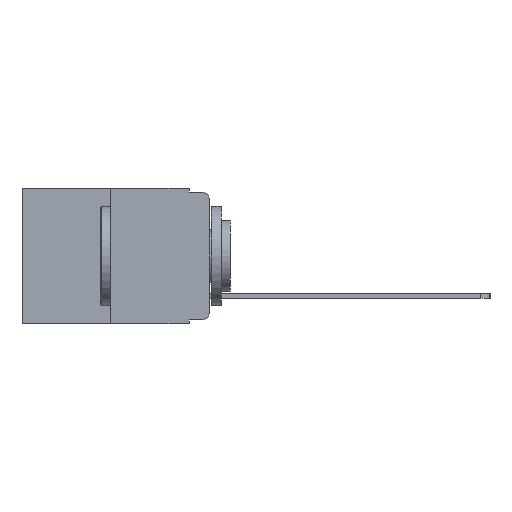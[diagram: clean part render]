
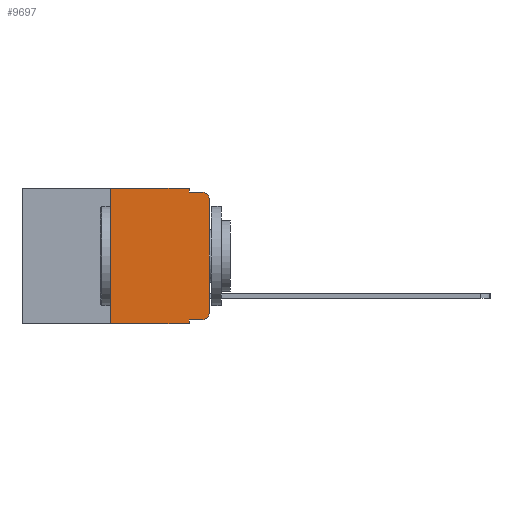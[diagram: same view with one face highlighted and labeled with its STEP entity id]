
A CAD part, left-side view. The second image highlights one B-rep face of the part: STEP entity #9697.
In plain terms, the highlighted planar face has unit normal (-1, 0, 0).
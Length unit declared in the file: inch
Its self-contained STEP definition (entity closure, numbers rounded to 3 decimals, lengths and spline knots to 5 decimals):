
#94 = LINE ( 'NONE', #1467, #16799 ) ;
#536 = DIRECTION ( 'NONE',  ( 0., 0., -1. ) ) ;
#540 = DIRECTION ( 'NONE',  ( 0., 0., 1. ) ) ;
#796 = ORIENTED_EDGE ( 'NONE', *, *, #15177, .F. ) ;
#1073 = EDGE_CURVE ( 'NONE', #3764, #15540, #7974, .T. ) ;
#1105 = EDGE_CURVE ( 'NONE', #2812, #16108, #12243, .T. ) ;
#1467 = CARTESIAN_POINT ( 'NONE',  ( 0., 0.051, -0.01 ) ) ;
#1603 = LINE ( 'NONE', #9775, #14019 ) ;
#2081 = ORIENTED_EDGE ( 'NONE', *, *, #1105, .T. ) ;
#2155 = FACE_OUTER_BOUND ( 'NONE', #17301, .T. ) ;
#2334 = CARTESIAN_POINT ( 'NONE',  ( 0., 0., 0. ) ) ;
#2420 = VERTEX_POINT ( 'NONE', #11095 ) ;
#2465 = EDGE_CURVE ( 'NONE', #3764, #2665, #14543, .T. ) ;
#2574 = CARTESIAN_POINT ( 'NONE',  ( 0., 0.25, 0. ) ) ;
#2665 = VERTEX_POINT ( 'NONE', #3106 ) ;
#2812 = VERTEX_POINT ( 'NONE', #6959 ) ;
#3106 = CARTESIAN_POINT ( 'NONE',  ( 0., 0.051, -0.343 ) ) ;
#3622 = VECTOR ( 'NONE', #540, 39.37008 ) ;
#3692 = ORIENTED_EDGE ( 'NONE', *, *, #17613, .F. ) ;
#3764 = VERTEX_POINT ( 'NONE', #6114 ) ;
#4116 = CIRCLE ( 'NONE', #5436, 0.02 ) ;
#4470 = EDGE_CURVE ( 'NONE', #17420, #2812, #15210, .T. ) ;
#4657 = VECTOR ( 'NONE', #5568, 39.37008 ) ;
#4993 = VECTOR ( 'NONE', #20036, 39.37008 ) ;
#5284 = CARTESIAN_POINT ( 'NONE',  ( 0., 0., -0.03 ) ) ;
#5327 = AXIS2_PLACEMENT_3D ( 'NONE', #9022, #8950, #536 ) ;
#5436 = AXIS2_PLACEMENT_3D ( 'NONE', #17229, #7780, #18751 ) ;
#5568 = DIRECTION ( 'NONE',  ( 0., 0., 1. ) ) ;
#6014 = VECTOR ( 'NONE', #14347, 39.37008 ) ;
#6077 = VERTEX_POINT ( 'NONE', #18463 ) ;
#6114 = CARTESIAN_POINT ( 'NONE',  ( 0., 0.25, -0.343 ) ) ;
#6544 = LINE ( 'NONE', #12155, #10354 ) ;
#6742 = DIRECTION ( 'NONE',  ( 0., -1., 0. ) ) ;
#6959 = CARTESIAN_POINT ( 'NONE',  ( 0., 0.02, -0.333 ) ) ;
#7780 = DIRECTION ( 'NONE',  ( -1., 0., 0. ) ) ;
#7974 = LINE ( 'NONE', #2574, #3622 ) ;
#8043 = ORIENTED_EDGE ( 'NONE', *, *, #20674, .F. ) ;
#8528 = ORIENTED_EDGE ( 'NONE', *, *, #1073, .F. ) ;
#8950 = DIRECTION ( 'NONE',  ( -1., 0., 0. ) ) ;
#9022 = CARTESIAN_POINT ( 'NONE',  ( 0., 0.02, -0.313 ) ) ;
#9044 = ORIENTED_EDGE ( 'NONE', *, *, #2465, .T. ) ;
#9112 = DIRECTION ( 'NONE',  ( 1., 0., 0. ) ) ;
#9291 = CARTESIAN_POINT ( 'NONE',  ( 0., 0.051, -0.333 ) ) ;
#9697 = ADVANCED_FACE ( 'NONE', ( #2155 ), #10708, .F. ) ;
#9775 = CARTESIAN_POINT ( 'NONE',  ( 0., 0.051, 0. ) ) ;
#10354 = VECTOR ( 'NONE', #13725, 39.37008 ) ;
#10708 = PLANE ( 'NONE',  #13058 ) ;
#11061 = VECTOR ( 'NONE', #6742, 39.37008 ) ;
#11095 = CARTESIAN_POINT ( 'NONE',  ( 0., 0.051, -0.01 ) ) ;
#11396 = DIRECTION ( 'NONE',  ( 0., 0., -1. ) ) ;
#11554 = CARTESIAN_POINT ( 'NONE',  ( 0., 0.051, -0.333 ) ) ;
#12155 = CARTESIAN_POINT ( 'NONE',  ( 0., 0.473, 0. ) ) ;
#12243 = CIRCLE ( 'NONE', #5327, 0.02 ) ;
#13058 = AXIS2_PLACEMENT_3D ( 'NONE', #13855, #9112, #20030 ) ;
#13227 = LINE ( 'NONE', #2334, #4657 ) ;
#13564 = LINE ( 'NONE', #18492, #4993 ) ;
#13725 = DIRECTION ( 'NONE',  ( 0., -1., 0. ) ) ;
#13855 = CARTESIAN_POINT ( 'NONE',  ( 0., 0.473, 0. ) ) ;
#13994 = ORIENTED_EDGE ( 'NONE', *, *, #4470, .T. ) ;
#14019 = VECTOR ( 'NONE', #11396, 39.37008 ) ;
#14347 = DIRECTION ( 'NONE',  ( 0., -1., 0. ) ) ;
#14435 = CARTESIAN_POINT ( 'NONE',  ( 0., 0.473, -0.343 ) ) ;
#14543 = LINE ( 'NONE', #14435, #6014 ) ;
#15081 = EDGE_CURVE ( 'NONE', #15540, #18225, #6544, .T. ) ;
#15167 = CARTESIAN_POINT ( 'NONE',  ( 0., 0.25, 0. ) ) ;
#15177 = EDGE_CURVE ( 'NONE', #17420, #2665, #13564, .T. ) ;
#15210 = LINE ( 'NONE', #11554, #11061 ) ;
#15479 = ORIENTED_EDGE ( 'NONE', *, *, #15559, .T. ) ;
#15540 = VERTEX_POINT ( 'NONE', #15167 ) ;
#15557 = CARTESIAN_POINT ( 'NONE',  ( 0., 0.051, 0. ) ) ;
#15559 = EDGE_CURVE ( 'NONE', #16108, #17885, #13227, .T. ) ;
#15974 = DIRECTION ( 'NONE',  ( 0., -1., 0. ) ) ;
#16108 = VERTEX_POINT ( 'NONE', #17830 ) ;
#16595 = EDGE_CURVE ( 'NONE', #17885, #6077, #4116, .T. ) ;
#16799 = VECTOR ( 'NONE', #15974, 39.37008 ) ;
#17229 = CARTESIAN_POINT ( 'NONE',  ( 0., 0.02, -0.03 ) ) ;
#17301 = EDGE_LOOP ( 'NONE', ( #15479, #20028, #3692, #8043, #20498, #8528, #9044, #796, #13994, #2081 ) ) ;
#17420 = VERTEX_POINT ( 'NONE', #9291 ) ;
#17613 = EDGE_CURVE ( 'NONE', #2420, #6077, #94, .T. ) ;
#17830 = CARTESIAN_POINT ( 'NONE',  ( 0., 0., -0.313 ) ) ;
#17885 = VERTEX_POINT ( 'NONE', #5284 ) ;
#18225 = VERTEX_POINT ( 'NONE', #15557 ) ;
#18463 = CARTESIAN_POINT ( 'NONE',  ( 0., 0.02, -0.01 ) ) ;
#18492 = CARTESIAN_POINT ( 'NONE',  ( 0., 0.051, 0. ) ) ;
#18751 = DIRECTION ( 'NONE',  ( 0., 0., -1. ) ) ;
#20028 = ORIENTED_EDGE ( 'NONE', *, *, #16595, .T. ) ;
#20030 = DIRECTION ( 'NONE',  ( 0., 0., -1. ) ) ;
#20036 = DIRECTION ( 'NONE',  ( 0., 0., -1. ) ) ;
#20498 = ORIENTED_EDGE ( 'NONE', *, *, #15081, .F. ) ;
#20674 = EDGE_CURVE ( 'NONE', #18225, #2420, #1603, .T. ) ;
